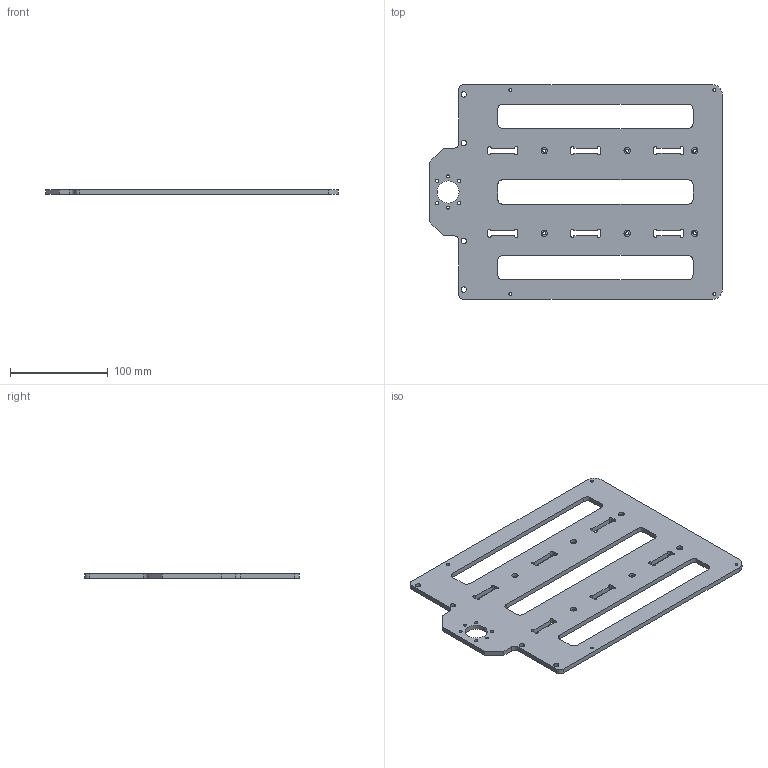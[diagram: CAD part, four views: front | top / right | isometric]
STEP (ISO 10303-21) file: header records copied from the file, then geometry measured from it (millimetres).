
FILE_DESCRIPTION(('CATIA V5 STEP Exchange'),'2;1');
FILE_NAME('D002.stp','2023-04-11T15:11:11+00:00',('none'),('none'),'CATIA Version 5-6 Release 2018','CATIA V5 STEP AP203','none');
FILE_SCHEMA(('CONFIG_CONTROL_DESIGN'));
Length unit declared in the file: millimetre
Products named in the file (1): Bed Base Top Plate 
Bounding box: 299.85 x 220 x 5 mm (x, y, z)
Volume: 225496.6 mm3; surface area: 106080.8 mm2
Topology: 1 solids, 1 shells, 150 faces, 426 edges, 296 vertices
Faces by surface type: cylinder 96, plane 54
Entity records: 4667 total; most frequent: ORIENTED_EDGE 852, CARTESIAN_POINT 846, DIRECTION 600, EDGE_CURVE 426, AXIS2_PLACEMENT_3D 292, VERTEX_POINT 284, EDGE_LOOP 216, VECTOR 210
